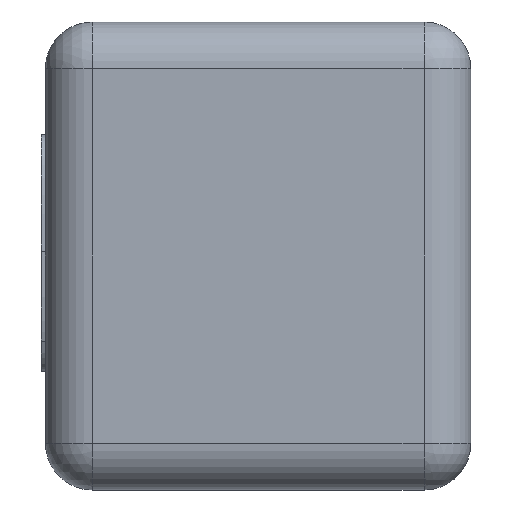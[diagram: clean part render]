
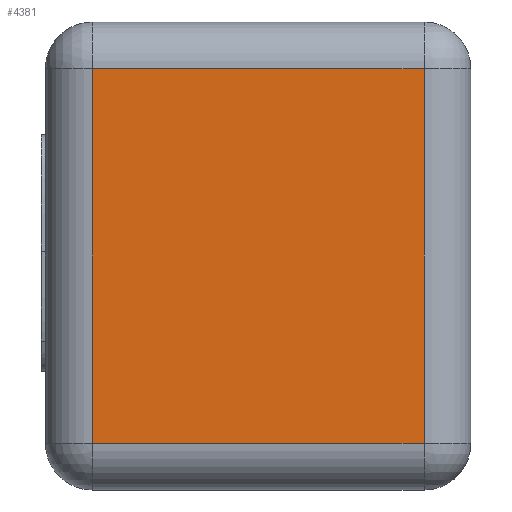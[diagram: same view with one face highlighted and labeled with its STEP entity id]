
A CAD part, left-side view. The second image highlights one B-rep face of the part: STEP entity #4381.
In plain terms, the highlighted planar face has unit normal (-1, 0, 0).
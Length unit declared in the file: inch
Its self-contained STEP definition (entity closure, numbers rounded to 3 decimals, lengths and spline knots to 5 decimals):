
#3959=CARTESIAN_POINT('',(-0.01969,0.00768,0.01949));
#3960=VERTEX_POINT('',#3959);
#3996=CARTESIAN_POINT('',(-0.01969,-0.00768,0.01949));
#3997=VERTEX_POINT('',#3996);
#4012=CARTESIAN_POINT('',(-0.01969,-0.00768,0.01949));
#4013=DIRECTION('',(-0.,1.,0.));
#4014=VECTOR('',#4013,0.01535);
#4015=LINE('',#4012,#4014);
#4016=EDGE_CURVE('',#3997,#3960,#4015,.T.);
#4131=CARTESIAN_POINT('',(-0.01969,-0.00768,0.00217));
#4132=VERTEX_POINT('',#4131);
#4133=CARTESIAN_POINT('',(-0.01969,0.00768,0.00217));
#4134=VERTEX_POINT('',#4133);
#4135=CARTESIAN_POINT('',(-0.01969,-0.00768,0.00217));
#4136=DIRECTION('',(-0.,1.,0.));
#4137=VECTOR('',#4136,0.01535);
#4138=LINE('',#4135,#4137);
#4139=EDGE_CURVE('',#4132,#4134,#4138,.T.);
#4260=CARTESIAN_POINT('',(-0.01969,-0.00768,0.00217));
#4261=DIRECTION('',(0.,-0.,1.));
#4262=VECTOR('',#4261,0.01732);
#4263=LINE('',#4260,#4262);
#4264=EDGE_CURVE('',#4132,#3997,#4263,.T.);
#4361=CARTESIAN_POINT('',(-0.01969,0.00768,0.00217));
#4362=DIRECTION('',(0.,-0.,1.));
#4363=VECTOR('',#4362,0.01732);
#4364=LINE('',#4361,#4363);
#4365=EDGE_CURVE('',#4134,#3960,#4364,.T.);
#4370=CARTESIAN_POINT('',(-0.01969,-0.00984,0.));
#4371=DIRECTION('',(1.,0.,0.));
#4372=DIRECTION('',(0.,1.,0.));
#4373=AXIS2_PLACEMENT_3D('',#4370,#4371,#4372);
#4374=PLANE('',#4373);
#4375=ORIENTED_EDGE('',*,*,#4016,.T.);
#4376=ORIENTED_EDGE('',*,*,#4365,.F.);
#4377=ORIENTED_EDGE('',*,*,#4139,.F.);
#4378=ORIENTED_EDGE('',*,*,#4264,.T.);
#4379=EDGE_LOOP('',(#4375,#4376,#4377,#4378));
#4380=FACE_BOUND('',#4379,.T.);
#4381=ADVANCED_FACE('',(#4380),#4374,.F.);
